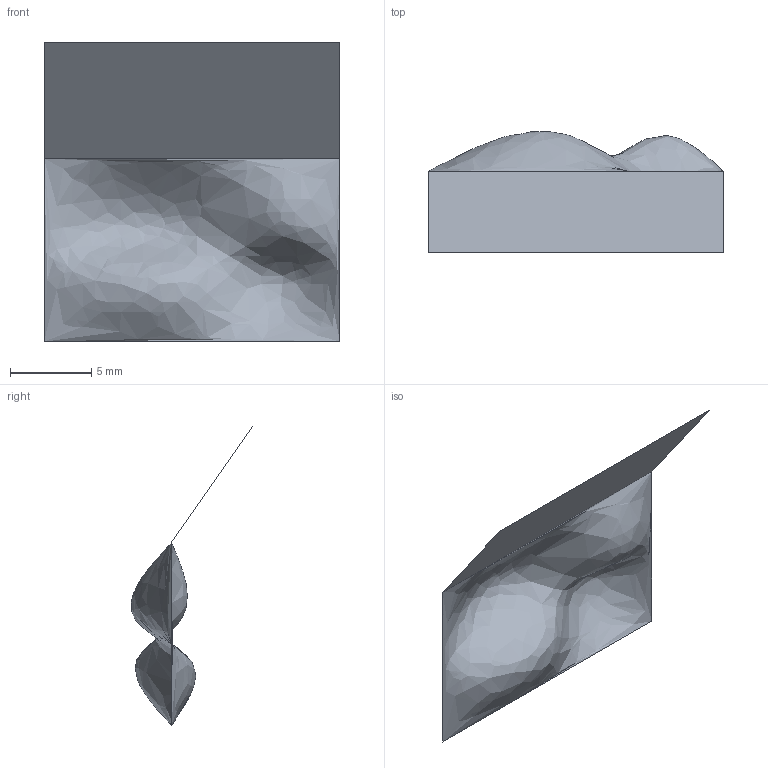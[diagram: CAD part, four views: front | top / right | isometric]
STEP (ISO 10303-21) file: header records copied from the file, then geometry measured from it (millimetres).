
FILE_DESCRIPTION(('STEP AP214'),'1');
FILE_NAME('snap_to_geometry.stp','2024-11-21T20:53:59',(' '),(' '),'Spatial InterOp 3D',' ',' ');
FILE_SCHEMA(('AUTOMOTIVE_DESIGN { 1 0 10303 214 1 1 1 1 }'));
Length unit declared in the file: metre
Products named in the file (4): snap_to_geometry; Design1; Design12
Assembly tree (3 placements, depth 3):
  snap_to_geometry
    Design1
    snap_to_geometry
      Design12
Bounding box: 18.21 x 7.45 x 18.41 mm (x, y, z)
Surface area: 400.5 mm2 (no closed solid volume)
Topology: 0 solids, 2 shells, 2 faces, 8 edges, 8 vertices
Faces by surface type: bspline 1, plane 1
Entity records: 231 total; most frequent: CARTESIAN_POINT 62, DIRECTION 16, ORIENTED_EDGE 8, EDGE_CURVE 8, VERTEX_POINT 8, PRODUCT_DEFINITION_SHAPE 7, AXIS2_PLACEMENT_3D 6, DIMENSIONAL_EXPONENTS 6
